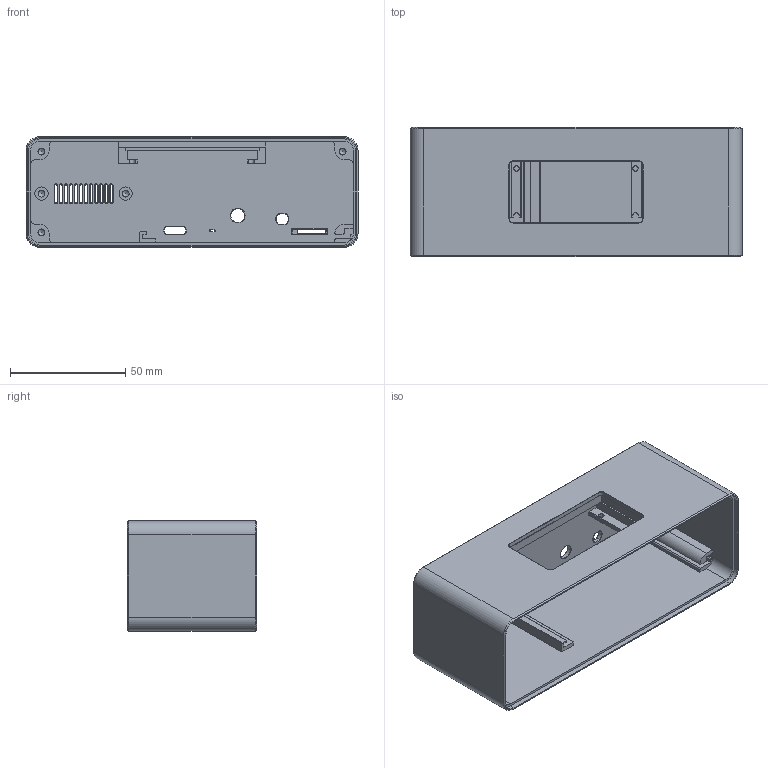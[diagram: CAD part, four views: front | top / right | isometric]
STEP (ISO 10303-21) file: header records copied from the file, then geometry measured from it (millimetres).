
FILE_DESCRIPTION(/* description */ ('Designed by EasyEDA Pro','CAx-IF Rec.Pracs.---Representation and Presentation of Product Manufacturing Information (PMI)---4.0---2014-10-13'),/* implementation_level */ '2;1');
FILE_NAME(/* name */ 'Dual-screen-ai-display v2.step',/* time_stamp */ '2025-03-01T09:44:03+08:00',/* author */ (''),/* organization */ (''),/* preprocessor_version */ 'ST-DEVELOPER v20',/* originating_system */ 'Autodesk Translation Framework v13.20.0.188',/* authorisation */ '');
FILE_SCHEMA (('AP242_MANAGED_MODEL_BASED_3D_ENGINEERING_MIM_LF { 1 0 10303 442 1 1 4 }'));
Length unit declared in the file: millimetre
Products named in the file (1): 6GFA-PCBModel
Bounding box: 143.97 x 56 x 47.97 mm (x, y, z)
Volume: 61223.7 mm3; surface area: 56367 mm2
Topology: 4 solids, 4 shells, 823 faces, 2140 edges, 1356 vertices
Faces by surface type: plane 347, cylinder 189, bspline 180, torus 84, cone 23
Full cylindrical faces by diameter (mm): 1 x2, 2.379 x2, 2.93 x5, 5.76 x2, 6 x1
Entity records: 26762 total; most frequent: CARTESIAN_POINT 7411, ORIENTED_EDGE 4270, DIRECTION 3539, EDGE_CURVE 2135, VERTEX_POINT 1356, LINE 1291, VECTOR 1291, AXIS2_PLACEMENT_3D 1124
